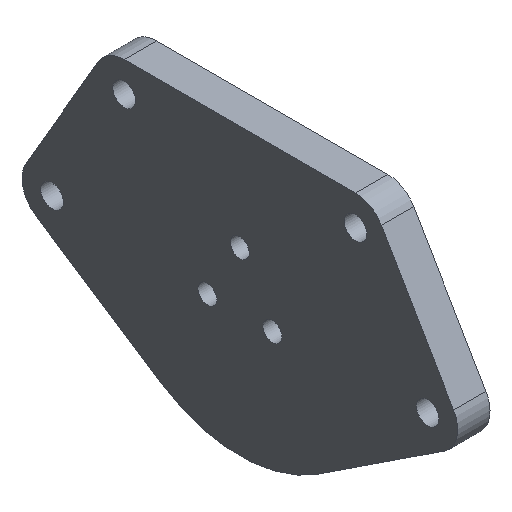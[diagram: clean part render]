
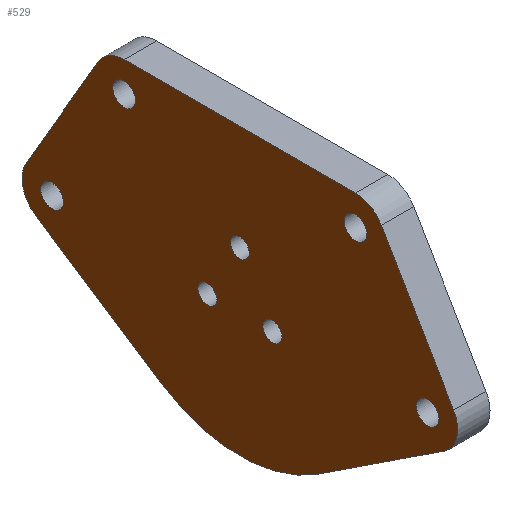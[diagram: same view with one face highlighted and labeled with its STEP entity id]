
A CAD part, isometric view. The second image highlights one B-rep face of the part: STEP entity #529.
In plain terms, the highlighted planar face has unit normal (-1, 0, 0).
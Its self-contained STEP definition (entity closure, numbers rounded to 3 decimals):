
#28=FACE_BOUND('',#107,.T.);
#29=FACE_BOUND('',#108,.T.);
#30=FACE_BOUND('',#109,.T.);
#31=FACE_BOUND('',#110,.T.);
#32=FACE_BOUND('',#111,.T.);
#33=FACE_BOUND('',#112,.T.);
#34=FACE_BOUND('',#113,.T.);
#43=PLANE('',#610);
#70=FACE_OUTER_BOUND('',#106,.T.);
#106=EDGE_LOOP('',(#472,#473,#474,#475,#476,#477,#478,#479,#480,#481));
#107=EDGE_LOOP('',(#482));
#108=EDGE_LOOP('',(#483));
#109=EDGE_LOOP('',(#484));
#110=EDGE_LOOP('',(#485));
#111=EDGE_LOOP('',(#486));
#112=EDGE_LOOP('',(#487));
#113=EDGE_LOOP('',(#488));
#127=LINE('',#872,#160);
#132=LINE('',#886,#165);
#136=LINE('',#898,#169);
#140=LINE('',#910,#173);
#144=LINE('',#922,#177);
#160=VECTOR('',#718,10.);
#165=VECTOR('',#731,10.);
#169=VECTOR('',#743,10.);
#173=VECTOR('',#755,10.);
#177=VECTOR('',#767,10.);
#181=CIRCLE('',#546,1.25);
#183=CIRCLE('',#549,1.25);
#185=CIRCLE('',#552,1.25);
#192=CIRCLE('',#563,1.5);
#197=CIRCLE('',#570,1.5);
#202=CIRCLE('',#577,1.5);
#207=CIRCLE('',#584,1.5);
#210=CIRCLE('',#591,4.);
#212=CIRCLE('',#595,19.);
#214=CIRCLE('',#599,4.);
#216=CIRCLE('',#603,4.);
#218=CIRCLE('',#607,4.);
#221=VERTEX_POINT('',#784);
#223=VERTEX_POINT('',#790);
#225=VERTEX_POINT('',#796);
#232=VERTEX_POINT('',#817);
#237=VERTEX_POINT('',#831);
#242=VERTEX_POINT('',#845);
#247=VERTEX_POINT('',#859);
#250=VERTEX_POINT('',#870);
#251=VERTEX_POINT('',#871);
#254=VERTEX_POINT('',#879);
#256=VERTEX_POINT('',#885);
#258=VERTEX_POINT('',#891);
#260=VERTEX_POINT('',#897);
#262=VERTEX_POINT('',#903);
#264=VERTEX_POINT('',#909);
#266=VERTEX_POINT('',#915);
#268=VERTEX_POINT('',#921);
#272=EDGE_CURVE('',#221,#221,#181,.T.);
#275=EDGE_CURVE('',#223,#223,#183,.T.);
#278=EDGE_CURVE('',#225,#225,#185,.T.);
#288=EDGE_CURVE('',#232,#232,#192,.T.);
#295=EDGE_CURVE('',#237,#237,#197,.T.);
#302=EDGE_CURVE('',#242,#242,#202,.T.);
#309=EDGE_CURVE('',#247,#247,#207,.T.);
#313=EDGE_CURVE('',#250,#251,#127,.T.);
#317=EDGE_CURVE('',#254,#251,#210,.T.);
#320=EDGE_CURVE('',#254,#256,#132,.T.);
#323=EDGE_CURVE('',#258,#256,#212,.T.);
#326=EDGE_CURVE('',#260,#258,#136,.T.);
#329=EDGE_CURVE('',#262,#260,#214,.T.);
#332=EDGE_CURVE('',#264,#262,#140,.T.);
#335=EDGE_CURVE('',#266,#264,#216,.T.);
#338=EDGE_CURVE('',#268,#266,#144,.T.);
#341=EDGE_CURVE('',#250,#268,#218,.T.);
#472=ORIENTED_EDGE('',*,*,#341,.F.);
#473=ORIENTED_EDGE('',*,*,#313,.T.);
#474=ORIENTED_EDGE('',*,*,#317,.F.);
#475=ORIENTED_EDGE('',*,*,#320,.T.);
#476=ORIENTED_EDGE('',*,*,#323,.F.);
#477=ORIENTED_EDGE('',*,*,#326,.F.);
#478=ORIENTED_EDGE('',*,*,#329,.F.);
#479=ORIENTED_EDGE('',*,*,#332,.F.);
#480=ORIENTED_EDGE('',*,*,#335,.F.);
#481=ORIENTED_EDGE('',*,*,#338,.F.);
#482=ORIENTED_EDGE('',*,*,#272,.T.);
#483=ORIENTED_EDGE('',*,*,#275,.T.);
#484=ORIENTED_EDGE('',*,*,#278,.T.);
#485=ORIENTED_EDGE('',*,*,#288,.T.);
#486=ORIENTED_EDGE('',*,*,#295,.T.);
#487=ORIENTED_EDGE('',*,*,#302,.T.);
#488=ORIENTED_EDGE('',*,*,#309,.T.);
#529=ADVANCED_FACE('',(#70,#28,#29,#30,#31,#32,#33,#34),#43,.F.);
#546=AXIS2_PLACEMENT_3D('',#786,#618,#619);
#549=AXIS2_PLACEMENT_3D('',#792,#625,#626);
#552=AXIS2_PLACEMENT_3D('',#798,#632,#633);
#563=AXIS2_PLACEMENT_3D('',#819,#657,#658);
#570=AXIS2_PLACEMENT_3D('',#833,#673,#674);
#577=AXIS2_PLACEMENT_3D('',#847,#689,#690);
#584=AXIS2_PLACEMENT_3D('',#861,#705,#706);
#591=AXIS2_PLACEMENT_3D('',#880,#724,#725);
#595=AXIS2_PLACEMENT_3D('',#892,#736,#737);
#599=AXIS2_PLACEMENT_3D('',#904,#748,#749);
#603=AXIS2_PLACEMENT_3D('',#916,#760,#761);
#607=AXIS2_PLACEMENT_3D('',#927,#772,#773);
#610=AXIS2_PLACEMENT_3D('',#930,#778,#779);
#618=DIRECTION('center_axis',(1.,0.,0.));
#619=DIRECTION('ref_axis',(0.,1.,0.));
#625=DIRECTION('center_axis',(1.,0.,0.));
#626=DIRECTION('ref_axis',(0.,1.,0.));
#632=DIRECTION('center_axis',(1.,0.,0.));
#633=DIRECTION('ref_axis',(0.,1.,0.));
#657=DIRECTION('center_axis',(1.,0.,0.));
#658=DIRECTION('ref_axis',(0.,1.,0.));
#673=DIRECTION('center_axis',(1.,0.,0.));
#674=DIRECTION('ref_axis',(0.,1.,0.));
#689=DIRECTION('center_axis',(1.,0.,0.));
#690=DIRECTION('ref_axis',(0.,1.,0.));
#705=DIRECTION('center_axis',(1.,0.,0.));
#706=DIRECTION('ref_axis',(0.,1.,0.));
#718=DIRECTION('',(0.,0.503,-0.864));
#724=DIRECTION('center_axis',(1.,0.,0.));
#725=DIRECTION('ref_axis',(0.,1.,0.));
#731=DIRECTION('',(0.,-0.835,-0.55));
#736=DIRECTION('center_axis',(1.,0.,0.));
#737=DIRECTION('ref_axis',(0.,1.,0.));
#743=DIRECTION('',(0.,0.835,-0.55));
#748=DIRECTION('center_axis',(1.,0.,0.));
#749=DIRECTION('ref_axis',(0.,1.,0.));
#755=DIRECTION('',(0.,-0.503,-0.864));
#760=DIRECTION('center_axis',(1.,0.,0.));
#761=DIRECTION('ref_axis',(0.,1.,0.));
#767=DIRECTION('',(0.,-1.,0.));
#772=DIRECTION('center_axis',(1.,0.,0.));
#773=DIRECTION('ref_axis',(0.,1.,0.));
#778=DIRECTION('center_axis',(1.,0.,0.));
#779=DIRECTION('ref_axis',(0.,1.,0.));
#784=CARTESIAN_POINT('',(136.,-137.25,13.5));
#786=CARTESIAN_POINT('Origin',(136.,-136.,13.5));
#790=CARTESIAN_POINT('',(136.,-132.92,6.));
#792=CARTESIAN_POINT('Origin',(136.,-131.67,6.));
#796=CARTESIAN_POINT('',(136.,-141.58,6.));
#798=CARTESIAN_POINT('Origin',(136.,-140.33,6.));
#817=CARTESIAN_POINT('',(136.,-122.101,23.5));
#819=CARTESIAN_POINT('Origin',(136.,-120.601,23.5));
#831=CARTESIAN_POINT('',(136.,-152.899,23.5));
#833=CARTESIAN_POINT('Origin',(136.,-151.399,23.5));
#845=CARTESIAN_POINT('',(136.,-112.5,7.));
#847=CARTESIAN_POINT('Origin',(136.,-111.,7.));
#859=CARTESIAN_POINT('',(136.,-162.5,7.));
#861=CARTESIAN_POINT('Origin',(136.,-161.,7.));
#870=CARTESIAN_POINT('',(136.,-117.144,25.512));
#871=CARTESIAN_POINT('',(136.,-107.543,9.012));
#872=CARTESIAN_POINT('',(136.,-117.144,25.512));
#879=CARTESIAN_POINT('',(136.,-108.8,3.659));
#880=CARTESIAN_POINT('Origin',(136.,-111.,7.));
#885=CARTESIAN_POINT('',(136.,-125.552,-7.37));
#886=CARTESIAN_POINT('',(136.,-108.8,3.659));
#891=CARTESIAN_POINT('',(136.,-146.448,-7.37));
#892=CARTESIAN_POINT('Origin',(136.,-136.,8.5));
#897=CARTESIAN_POINT('',(136.,-163.2,3.659));
#898=CARTESIAN_POINT('',(136.,-163.2,3.659));
#903=CARTESIAN_POINT('',(136.,-164.457,9.012));
#904=CARTESIAN_POINT('Origin',(136.,-161.,7.));
#909=CARTESIAN_POINT('',(136.,-154.856,25.512));
#910=CARTESIAN_POINT('',(136.,-154.856,25.512));
#915=CARTESIAN_POINT('',(136.,-151.399,27.5));
#916=CARTESIAN_POINT('Origin',(136.,-151.399,23.5));
#921=CARTESIAN_POINT('',(136.,-120.601,27.5));
#922=CARTESIAN_POINT('',(136.,-120.601,27.5));
#927=CARTESIAN_POINT('Origin',(136.,-120.601,23.5));
#930=CARTESIAN_POINT('Origin',(136.,-136.,8.5));
